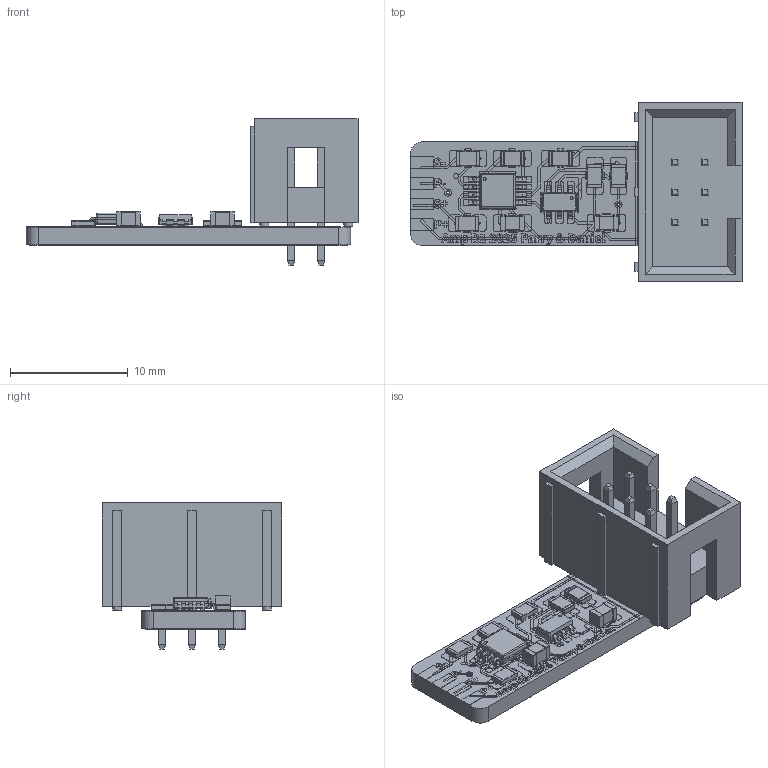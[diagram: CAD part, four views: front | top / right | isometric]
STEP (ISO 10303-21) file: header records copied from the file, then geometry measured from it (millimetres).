
FILE_DESCRIPTION(('KiCad electronic assembly'),'2;1');
FILE_NAME('Amplifier.step','2025-08-16T16:29:53',('Pcbnew'),('Kicad'), 'Open CASCADE STEP processor 7.9','KiCad to STEP converter','Unknown' );
FILE_SCHEMA(('AUTOMOTIVE_DESIGN { 1 0 10303 214 1 1 1 1 }'));
Length unit declared in the file: millimetre
Products named in the file (16): Amplifier 1; C_0805_2012Metric; kicad_embedded_3762B973CFF8C1CE9DE6887BFF262A03; Array; Body001; Array001; Body002; Body; kicad_embedded_3ADF6B6589A85DEB7AFC18F47F5DE8FC; R_0805_2012Metric; TSOT-23-6; Amplifier_copper; Amplifier_pad; Amplifier_via; Amplifier_silkscreen; Amplifier_PCB
Assembly tree (25 placements, depth 4):
  Amplifier 1
    C_0805_2012Metric  x2
    kicad_embedded_3762B973CFF8C1CE9DE6887BFF262A03
      Array
        Body001  x3
      Array001
        Body002  x3
      Body
    kicad_embedded_3ADF6B6589A85DEB7AFC18F47F5DE8FC
    R_0805_2012Metric  x6
    TSOT-23-6
    Amplifier_copper
    Amplifier_pad
    Amplifier_via
    Amplifier_silkscreen
    Amplifier_PCB
Bounding box: 28.15 x 15.24 x 12.4 mm (x, y, z)
Volume: 1035.7 mm3; surface area: 2563.3 mm2
Topology: 97 solids, 205 shells, 1537 faces, 6228 edges, 4993 vertices
Faces by surface type: plane 1108, cylinder 405, bspline 16, sphere 8
Full cylindrical faces by diameter (mm): 0.25 x3, 0.275 x6, 0.3 x6, 0.762 x6, 0.95 x18, 0.975 x1, 1 x12, 1.7 x10, 2.016 x5
Entity records: 62147 total; most frequent: CARTESIAN_POINT 11850, DIRECTION 9315, ORIENTED_EDGE 8718, EDGE_CURVE 5696, VERTEX_POINT 4661, LINE 4647, VECTOR 4647, AXIS2_PLACEMENT_3D 2334
